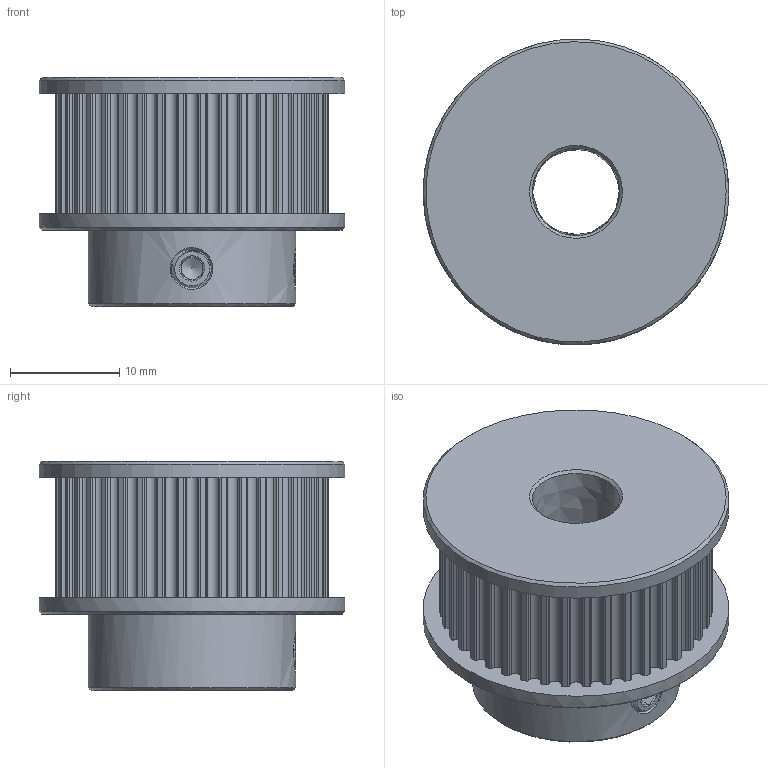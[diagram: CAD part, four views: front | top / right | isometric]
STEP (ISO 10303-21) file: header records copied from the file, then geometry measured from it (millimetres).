
FILE_DESCRIPTION(('FreeCAD Model'),'2;1');
FILE_NAME('Open CASCADE Shape Model','2025-04-17T12:24:18',('FreeCAD'),( 'FreeCAD'),'Open CASCADE STEP processor 7.6','FreeCAD','Unknown');
FILE_SCHEMA(('AUTOMOTIVE_DESIGN { 1 0 10303 214 1 1 1 1 }'));
Length unit declared in the file: millimetre
Products named in the file (1): Open CASCADE STEP translator 7.6 1
Bounding box: 28 x 27.99 x 21 mm (x, y, z)
Volume: 7802.6 mm3; surface area: 4099.2 mm2
Topology: 3 solids, 3 shells, 312 faces, 876 edges, 573 vertices
Faces by surface type: bspline 312
Entity records: 11821 total; most frequent: CARTESIAN_POINT 7292, ORIENTED_EDGE 1748, EDGE_CURVE 874, VERTEX_POINT 573, FACE_BOUND 323, EDGE_LOOP 323, B_SPLINE_CURVE_WITH_KNOTS 320, ADVANCED_FACE 312
